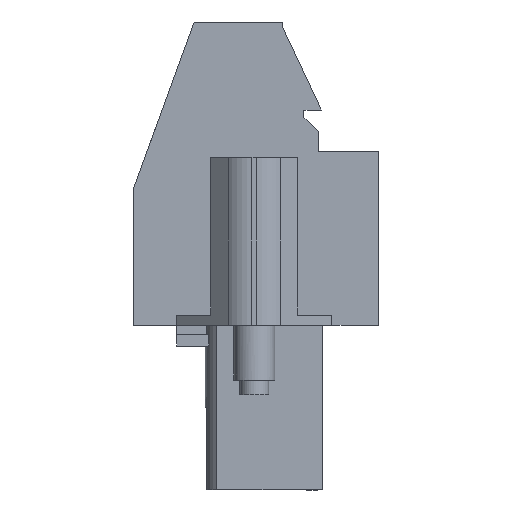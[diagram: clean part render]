
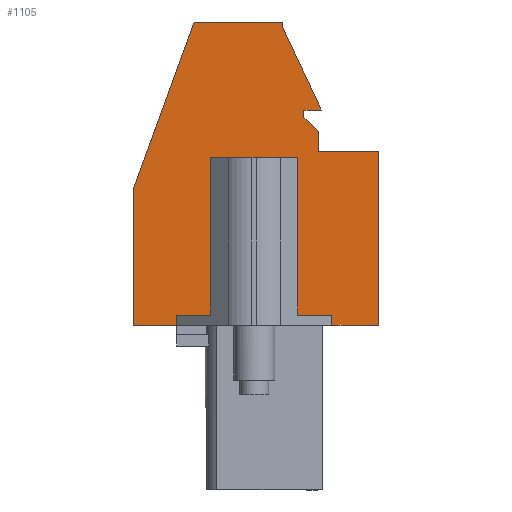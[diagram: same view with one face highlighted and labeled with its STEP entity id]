
A CAD part, left-side view. The second image highlights one B-rep face of the part: STEP entity #1105.
In plain terms, the highlighted planar face has unit normal (-1, 0, 0).
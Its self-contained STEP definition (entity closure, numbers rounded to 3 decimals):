
#535=AXIS2_PLACEMENT_3D('Plane Axis2P3D',#532,#533,#534) ;
#107=CARTESIAN_POINT('Line Origine',(3.47,1.125,7.95)) ;
#111=CARTESIAN_POINT('Vertex',(3.47,2.25,7.95)) ;
#113=CARTESIAN_POINT('Vertex',(3.47,0.,7.95)) ;
#162=CARTESIAN_POINT('Vertex',(3.47,9.75,7.95)) ;
#165=CARTESIAN_POINT('Line Origine',(3.47,10.79,7.95)) ;
#169=CARTESIAN_POINT('Vertex',(3.47,11.83,7.95)) ;
#532=CARTESIAN_POINT('Axis2P3D Location',(3.47,12.132,0.)) ;
#993=CARTESIAN_POINT('Line Origine',(3.47,0.,12.15)) ;
#997=CARTESIAN_POINT('Vertex',(3.47,0.,16.35)) ;
#1000=CARTESIAN_POINT('Line Origine',(3.47,1.45,16.35)) ;
#1004=CARTESIAN_POINT('Vertex',(3.47,2.9,16.35)) ;
#1007=CARTESIAN_POINT('Line Origine',(3.47,2.9,16.825)) ;
#1011=CARTESIAN_POINT('Vertex',(3.47,2.9,17.3)) ;
#1014=CARTESIAN_POINT('Line Origine',(3.47,3.25,17.65)) ;
#1018=CARTESIAN_POINT('Vertex',(3.47,3.6,18.)) ;
#1021=CARTESIAN_POINT('Line Origine',(3.47,3.6,18.175)) ;
#1025=CARTESIAN_POINT('Vertex',(3.47,3.6,18.35)) ;
#1028=CARTESIAN_POINT('Line Origine',(3.47,3.18,18.35)) ;
#1032=CARTESIAN_POINT('Vertex',(3.47,2.76,18.35)) ;
#1035=CARTESIAN_POINT('Line Origine',(3.47,3.704,20.375)) ;
#1039=CARTESIAN_POINT('Vertex',(3.47,4.649,22.4)) ;
#1042=CARTESIAN_POINT('Line Origine',(3.47,4.649,22.5)) ;
#1046=CARTESIAN_POINT('Vertex',(3.47,4.649,22.6)) ;
#1049=CARTESIAN_POINT('Line Origine',(3.47,6.778,22.6)) ;
#1053=CARTESIAN_POINT('Vertex',(3.47,8.908,22.6)) ;
#1056=CARTESIAN_POINT('Line Origine',(3.47,10.369,18.586)) ;
#1060=CARTESIAN_POINT('Vertex',(3.47,11.83,14.572)) ;
#1063=CARTESIAN_POINT('Line Origine',(3.47,11.83,11.261)) ;
#1068=CARTESIAN_POINT('Line Origine',(3.47,9.75,8.2)) ;
#1072=CARTESIAN_POINT('Vertex',(3.47,9.75,8.45)) ;
#1075=CARTESIAN_POINT('Line Origine',(3.47,6.,8.45)) ;
#1079=CARTESIAN_POINT('Vertex',(3.47,2.25,8.45)) ;
#1082=CARTESIAN_POINT('Line Origine',(3.47,2.25,8.2)) ;
#108=DIRECTION('Vector Direction',(0.,1.,0.)) ;
#166=DIRECTION('Vector Direction',(0.,-1.,0.)) ;
#533=DIRECTION('Axis2P3D Direction',(-1.,0.,0.)) ;
#534=DIRECTION('Axis2P3D XDirection',(0.,-1.,0.)) ;
#994=DIRECTION('Vector Direction',(0.,0.,1.)) ;
#1001=DIRECTION('Vector Direction',(0.,1.,0.)) ;
#1008=DIRECTION('Vector Direction',(0.,0.,1.)) ;
#1015=DIRECTION('Vector Direction',(0.,0.707,0.707)) ;
#1022=DIRECTION('Vector Direction',(0.,0.,1.)) ;
#1029=DIRECTION('Vector Direction',(0.,-1.,0.)) ;
#1036=DIRECTION('Vector Direction',(0.,0.423,0.906)) ;
#1043=DIRECTION('Vector Direction',(0.,0.,1.)) ;
#1050=DIRECTION('Vector Direction',(0.,1.,0.)) ;
#1057=DIRECTION('Vector Direction',(0.,0.342,-0.94)) ;
#1064=DIRECTION('Vector Direction',(0.,0.,1.)) ;
#1069=DIRECTION('Vector Direction',(0.,0.,1.)) ;
#1076=DIRECTION('Vector Direction',(0.,1.,0.)) ;
#1083=DIRECTION('Vector Direction',(0.,0.,1.)) ;
#109=VECTOR('Line Direction',#108,1.) ;
#167=VECTOR('Line Direction',#166,1.) ;
#995=VECTOR('Line Direction',#994,1.) ;
#1002=VECTOR('Line Direction',#1001,1.) ;
#1009=VECTOR('Line Direction',#1008,1.) ;
#1016=VECTOR('Line Direction',#1015,1.) ;
#1023=VECTOR('Line Direction',#1022,1.) ;
#1030=VECTOR('Line Direction',#1029,1.) ;
#1037=VECTOR('Line Direction',#1036,1.) ;
#1044=VECTOR('Line Direction',#1043,1.) ;
#1051=VECTOR('Line Direction',#1050,1.) ;
#1058=VECTOR('Line Direction',#1057,1.) ;
#1065=VECTOR('Line Direction',#1064,1.) ;
#1070=VECTOR('Line Direction',#1069,1.) ;
#1077=VECTOR('Line Direction',#1076,1.) ;
#1084=VECTOR('Line Direction',#1083,1.) ;
#1088=ORIENTED_EDGE('',*,*,#115,.T.) ;
#1089=ORIENTED_EDGE('',*,*,#999,.T.) ;
#1090=ORIENTED_EDGE('',*,*,#1006,.T.) ;
#1091=ORIENTED_EDGE('',*,*,#1013,.T.) ;
#1092=ORIENTED_EDGE('',*,*,#1020,.T.) ;
#1093=ORIENTED_EDGE('',*,*,#1027,.T.) ;
#1094=ORIENTED_EDGE('',*,*,#1034,.T.) ;
#1095=ORIENTED_EDGE('',*,*,#1041,.T.) ;
#1096=ORIENTED_EDGE('',*,*,#1048,.T.) ;
#1097=ORIENTED_EDGE('',*,*,#1055,.T.) ;
#1098=ORIENTED_EDGE('',*,*,#1062,.T.) ;
#1099=ORIENTED_EDGE('',*,*,#1067,.T.) ;
#1100=ORIENTED_EDGE('',*,*,#171,.F.) ;
#1101=ORIENTED_EDGE('',*,*,#1074,.T.) ;
#1102=ORIENTED_EDGE('',*,*,#1081,.F.) ;
#1103=ORIENTED_EDGE('',*,*,#1086,.F.) ;
#1105=ADVANCED_FACE('HOUSING',(#1104),#536,.T.) ;
#115=EDGE_CURVE('',#112,#114,#110,.F.) ;
#171=EDGE_CURVE('',#163,#170,#168,.F.) ;
#999=EDGE_CURVE('',#114,#998,#996,.T.) ;
#1006=EDGE_CURVE('',#998,#1005,#1003,.T.) ;
#1013=EDGE_CURVE('',#1005,#1012,#1010,.T.) ;
#1020=EDGE_CURVE('',#1012,#1019,#1017,.T.) ;
#1027=EDGE_CURVE('',#1019,#1026,#1024,.T.) ;
#1034=EDGE_CURVE('',#1026,#1033,#1031,.T.) ;
#1041=EDGE_CURVE('',#1033,#1040,#1038,.T.) ;
#1048=EDGE_CURVE('',#1040,#1047,#1045,.T.) ;
#1055=EDGE_CURVE('',#1047,#1054,#1052,.T.) ;
#1062=EDGE_CURVE('',#1054,#1061,#1059,.T.) ;
#1067=EDGE_CURVE('',#1061,#170,#1066,.F.) ;
#1074=EDGE_CURVE('',#163,#1073,#1071,.T.) ;
#1081=EDGE_CURVE('',#1080,#1073,#1078,.T.) ;
#1086=EDGE_CURVE('',#112,#1080,#1085,.T.) ;
#1087=EDGE_LOOP('',(#1088,#1089,#1090,#1091,#1092,#1093,#1094,#1095,#1096,#1097,#1098,#1099,#1100,#1101,#1102,#1103)) ;
#1104=FACE_OUTER_BOUND('',#1087,.T.) ;
#110=LINE('Line',#107,#109) ;
#168=LINE('Line',#165,#167) ;
#996=LINE('Line',#993,#995) ;
#1003=LINE('Line',#1000,#1002) ;
#1010=LINE('Line',#1007,#1009) ;
#1017=LINE('Line',#1014,#1016) ;
#1024=LINE('Line',#1021,#1023) ;
#1031=LINE('Line',#1028,#1030) ;
#1038=LINE('Line',#1035,#1037) ;
#1045=LINE('Line',#1042,#1044) ;
#1052=LINE('Line',#1049,#1051) ;
#1059=LINE('Line',#1056,#1058) ;
#1066=LINE('Line',#1063,#1065) ;
#1071=LINE('Line',#1068,#1070) ;
#1078=LINE('Line',#1075,#1077) ;
#1085=LINE('Line',#1082,#1084) ;
#536=PLANE('',#535) ;
#112=VERTEX_POINT('',#111) ;
#114=VERTEX_POINT('',#113) ;
#163=VERTEX_POINT('',#162) ;
#170=VERTEX_POINT('',#169) ;
#998=VERTEX_POINT('',#997) ;
#1005=VERTEX_POINT('',#1004) ;
#1012=VERTEX_POINT('',#1011) ;
#1019=VERTEX_POINT('',#1018) ;
#1026=VERTEX_POINT('',#1025) ;
#1033=VERTEX_POINT('',#1032) ;
#1040=VERTEX_POINT('',#1039) ;
#1047=VERTEX_POINT('',#1046) ;
#1054=VERTEX_POINT('',#1053) ;
#1061=VERTEX_POINT('',#1060) ;
#1073=VERTEX_POINT('',#1072) ;
#1080=VERTEX_POINT('',#1079) ;
